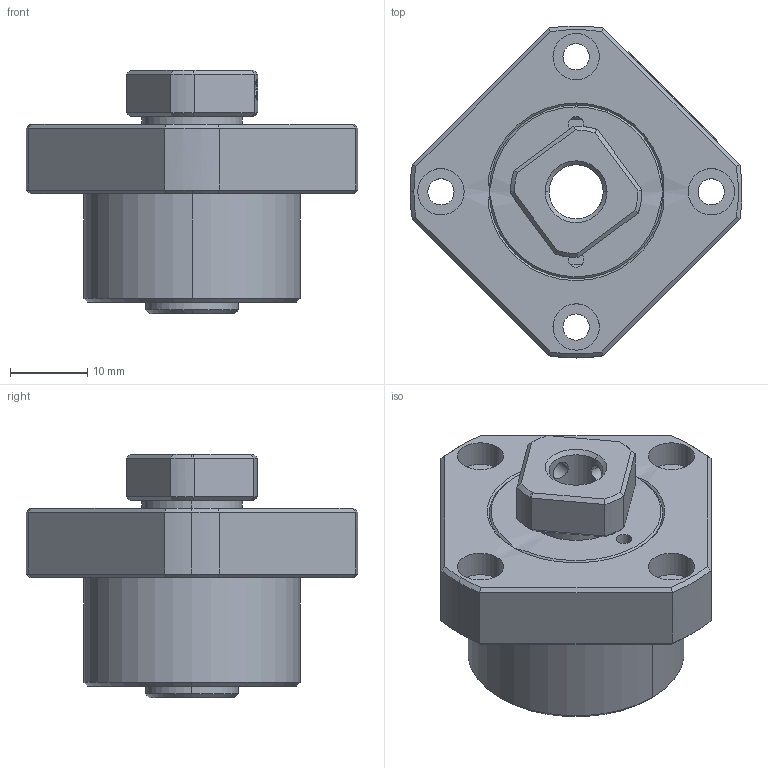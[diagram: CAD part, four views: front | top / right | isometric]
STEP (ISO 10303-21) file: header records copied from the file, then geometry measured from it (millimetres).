
FILE_DESCRIPTION (( 'STEP AP214' ), '1' );
FILE_NAME ('FK8.STEP', '2019-04-08T01:46:11', ( '' ), ( '' ), 'SwSTEP 2.0', 'SolidWorks 2015', '' );
FILE_SCHEMA (( 'AUTOMOTIVE_DESIGN' ));
Length unit declared in the file: millimetre
Products named in the file (1): FK8
Bounding box: 42.97 x 42.97 x 31.5 mm (x, y, z)
Surface area: 6747.9 mm2 (no closed solid volume)
Topology: 0 solids, 28 shells, 687 faces, 1835 edges, 1204 vertices
Faces by surface type: plane 568, cylinder 50, cone 46, bspline 23
Entity records: 23172 total; most frequent: CARTESIAN_POINT 5737, ORIENTED_EDGE 3639, DIRECTION 3229, EDGE_CURVE 1835, LINE 1595, VECTOR 1595, VERTEX_POINT 1204, AXIS2_PLACEMENT_3D 817
